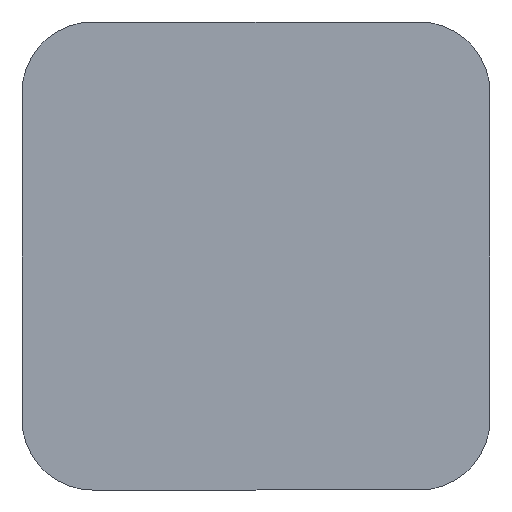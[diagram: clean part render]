
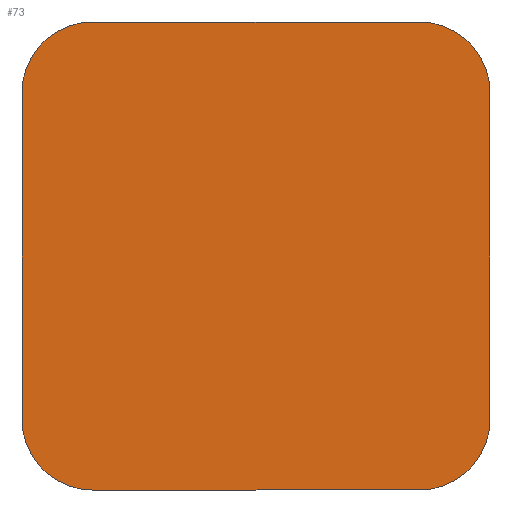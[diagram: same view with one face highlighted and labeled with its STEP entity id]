
A CAD part, front view. The second image highlights one B-rep face of the part: STEP entity #73.
In plain terms, the highlighted planar face has unit normal (0, -1, 0).
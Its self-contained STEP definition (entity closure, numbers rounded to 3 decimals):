
#18 = VECTOR ( 'NONE', #488, 1000. ) ;
#22 = ORIENTED_EDGE ( 'NONE', *, *, #275, .F. ) ;
#23 = CARTESIAN_POINT ( 'NONE',  ( 13.9, 0., 19.9 ) ) ;
#24 = CARTESIAN_POINT ( 'NONE',  ( -19.9, 0., 13.9 ) ) ;
#33 = VERTEX_POINT ( 'NONE', #397 ) ;
#50 = AXIS2_PLACEMENT_3D ( 'NONE', #567, #235, #84 ) ;
#66 = FACE_OUTER_BOUND ( 'NONE', #152, .T. ) ;
#67 = VERTEX_POINT ( 'NONE', #24 ) ;
#73 = ADVANCED_FACE ( 'NONE', ( #66 ), #228, .T. ) ;
#84 = DIRECTION ( 'NONE',  ( 0., 0., -1. ) ) ;
#87 = VECTOR ( 'NONE', #251, 1000. ) ;
#109 = CARTESIAN_POINT ( 'NONE',  ( -13.9, 0., -13.9 ) ) ;
#112 = CIRCLE ( 'NONE', #683, 6. ) ;
#113 = DIRECTION ( 'NONE',  ( 0., 0., -1. ) ) ;
#118 = ORIENTED_EDGE ( 'NONE', *, *, #366, .T. ) ;
#121 = LINE ( 'NONE', #616, #536 ) ;
#125 = VERTEX_POINT ( 'NONE', #575 ) ;
#135 = VERTEX_POINT ( 'NONE', #523 ) ;
#143 = CIRCLE ( 'NONE', #439, 6. ) ;
#151 = ORIENTED_EDGE ( 'NONE', *, *, #301, .F. ) ;
#152 = EDGE_LOOP ( 'NONE', ( #22, #614, #151, #681, #556, #118, #306, #307 ) ) ;
#156 = CARTESIAN_POINT ( 'NONE',  ( -19.9, 0., -19.9 ) ) ;
#157 = LINE ( 'NONE', #156, #18 ) ;
#162 = DIRECTION ( 'NONE',  ( 0., 0., -1. ) ) ;
#217 = DIRECTION ( 'NONE',  ( 0., -1., 0. ) ) ;
#218 = DIRECTION ( 'NONE',  ( 0., 0., -1. ) ) ;
#228 = PLANE ( 'NONE',  #50 ) ;
#235 = DIRECTION ( 'NONE',  ( 0., -1., 0. ) ) ;
#244 = CARTESIAN_POINT ( 'NONE',  ( 19.9, 0., 19.9 ) ) ;
#251 = DIRECTION ( 'NONE',  ( 0., 0., -1. ) ) ;
#275 = EDGE_CURVE ( 'NONE', #542, #33, #668, .T. ) ;
#276 = CARTESIAN_POINT ( 'NONE',  ( 19.9, 0., 13.9 ) ) ;
#279 = VERTEX_POINT ( 'NONE', #416 ) ;
#281 = DIRECTION ( 'NONE',  ( 0., 0., -1. ) ) ;
#301 = EDGE_CURVE ( 'NONE', #279, #583, #524, .T. ) ;
#303 = CIRCLE ( 'NONE', #545, 6. ) ;
#306 = ORIENTED_EDGE ( 'NONE', *, *, #377, .F. ) ;
#307 = ORIENTED_EDGE ( 'NONE', *, *, #474, .T. ) ;
#318 = CARTESIAN_POINT ( 'NONE',  ( -19.9, 0., 19.9 ) ) ;
#353 = AXIS2_PLACEMENT_3D ( 'NONE', #489, #376, #162 ) ;
#361 = VECTOR ( 'NONE', #694, 1000. ) ;
#366 = EDGE_CURVE ( 'NONE', #555, #125, #303, .T. ) ;
#376 = DIRECTION ( 'NONE',  ( 0., -1., 0. ) ) ;
#377 = EDGE_CURVE ( 'NONE', #135, #125, #157, .T. ) ;
#385 = DIRECTION ( 'NONE',  ( 0., -1., 0. ) ) ;
#397 = CARTESIAN_POINT ( 'NONE',  ( 19.9, 0., -13.9 ) ) ;
#416 = CARTESIAN_POINT ( 'NONE',  ( -13.9, 0., 19.9 ) ) ;
#439 = AXIS2_PLACEMENT_3D ( 'NONE', #562, #611, #281 ) ;
#444 = CARTESIAN_POINT ( 'NONE',  ( -13.9, 0., 13.9 ) ) ;
#449 = CARTESIAN_POINT ( 'NONE',  ( -19.9, 0., -13.9 ) ) ;
#474 = EDGE_CURVE ( 'NONE', #135, #33, #475, .T. ) ;
#475 = CIRCLE ( 'NONE', #353, 6. ) ;
#488 = DIRECTION ( 'NONE',  ( -1., 0., 0. ) ) ;
#489 = CARTESIAN_POINT ( 'NONE',  ( 13.9, 0., -13.9 ) ) ;
#498 = EDGE_CURVE ( 'NONE', #279, #67, #112, .T. ) ;
#523 = CARTESIAN_POINT ( 'NONE',  ( 13.9, 0., -19.9 ) ) ;
#524 = LINE ( 'NONE', #318, #361 ) ;
#536 = VECTOR ( 'NONE', #667, 1000. ) ;
#542 = VERTEX_POINT ( 'NONE', #276 ) ;
#545 = AXIS2_PLACEMENT_3D ( 'NONE', #109, #217, #218 ) ;
#551 = EDGE_CURVE ( 'NONE', #542, #583, #143, .T. ) ;
#555 = VERTEX_POINT ( 'NONE', #449 ) ;
#556 = ORIENTED_EDGE ( 'NONE', *, *, #596, .F. ) ;
#562 = CARTESIAN_POINT ( 'NONE',  ( 13.9, 0., 13.9 ) ) ;
#567 = CARTESIAN_POINT ( 'NONE',  ( 0., 0., 0. ) ) ;
#575 = CARTESIAN_POINT ( 'NONE',  ( -13.9, 0., -19.9 ) ) ;
#583 = VERTEX_POINT ( 'NONE', #23 ) ;
#596 = EDGE_CURVE ( 'NONE', #555, #67, #121, .T. ) ;
#611 = DIRECTION ( 'NONE',  ( 0., -1., 0. ) ) ;
#614 = ORIENTED_EDGE ( 'NONE', *, *, #551, .T. ) ;
#616 = CARTESIAN_POINT ( 'NONE',  ( -19.9, 0., 19.9 ) ) ;
#667 = DIRECTION ( 'NONE',  ( 0., 0., 1. ) ) ;
#668 = LINE ( 'NONE', #244, #87 ) ;
#681 = ORIENTED_EDGE ( 'NONE', *, *, #498, .T. ) ;
#683 = AXIS2_PLACEMENT_3D ( 'NONE', #444, #385, #113 ) ;
#694 = DIRECTION ( 'NONE',  ( 1., 0., 0. ) ) ;
